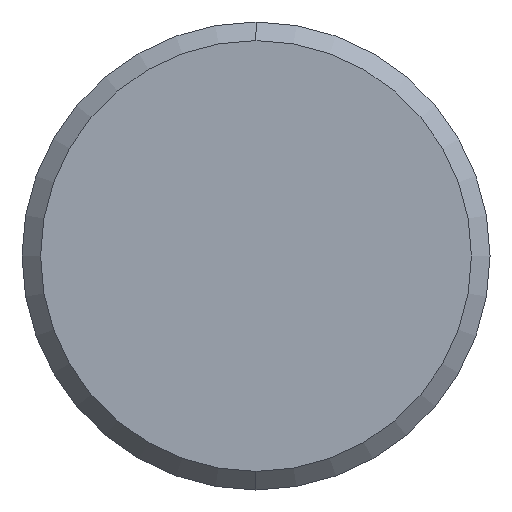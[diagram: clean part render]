
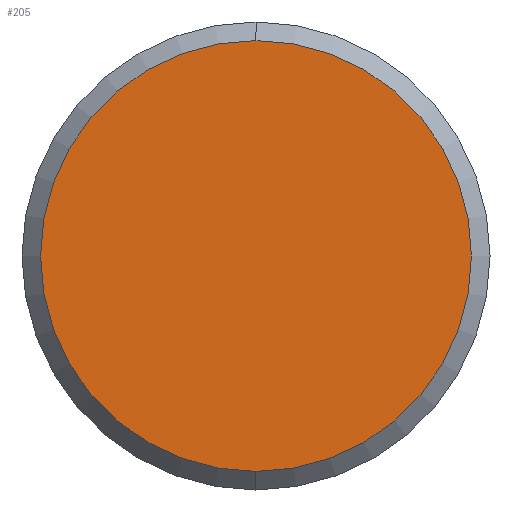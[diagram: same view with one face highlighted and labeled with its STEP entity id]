
A CAD part, left-side view. The second image highlights one B-rep face of the part: STEP entity #205.
In plain terms, the highlighted planar face has unit normal (-1, 0, 0).
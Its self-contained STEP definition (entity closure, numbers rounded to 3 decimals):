
#1 = DIRECTION ( 'NONE',  ( -1., 0., 0. ) ) ;
#2 = CARTESIAN_POINT ( 'NONE',  ( 0., 0., 0. ) ) ;
#3 = AXIS2_PLACEMENT_3D ( 'NONE', #2, #1, #64 ) ;
#8 = CIRCLE ( 'NONE', #3, 11.6 ) ;
#62 = CARTESIAN_POINT ( 'NONE',  ( 0., 0., -11.6 ) ) ;
#63 = CARTESIAN_POINT ( 'NONE',  ( 0., 0., 11.6 ) ) ;
#64 = DIRECTION ( 'NONE',  ( 0., 0., -1. ) ) ;
#95 = EDGE_CURVE ( 'NONE', #96, #97, #8, .T. ) ;
#96 = VERTEX_POINT ( 'NONE', #63 ) ;
#97 = VERTEX_POINT ( 'NONE', #62 ) ;
#205 = ADVANCED_FACE ( 'NONE', ( #310 ), #309, .F. ) ;
#206 = EDGE_LOOP ( 'NONE', ( #207, #209 ) ) ;
#207 = ORIENTED_EDGE ( 'NONE', *, *, #208, .T. ) ;
#208 = EDGE_CURVE ( 'NONE', #97, #96, #304, .T. ) ;
#209 = ORIENTED_EDGE ( 'NONE', *, *, #95, .T. ) ;
#300 = DIRECTION ( 'NONE',  ( 0., 0., -1. ) ) ;
#301 = DIRECTION ( 'NONE',  ( -1., 0., 0. ) ) ;
#302 = CARTESIAN_POINT ( 'NONE',  ( 0., 0., 0. ) ) ;
#303 = AXIS2_PLACEMENT_3D ( 'NONE', #302, #301, #300 ) ;
#304 = CIRCLE ( 'NONE', #303, 11.6 ) ;
#305 = DIRECTION ( 'NONE',  ( 0., 0., -1. ) ) ;
#306 = DIRECTION ( 'NONE',  ( 1., 0., 0. ) ) ;
#307 = CARTESIAN_POINT ( 'NONE',  ( 0., 0., 0. ) ) ;
#308 = AXIS2_PLACEMENT_3D ( 'NONE', #307, #306, #305 ) ;
#309 = PLANE ( 'NONE',  #308 ) ;
#310 = FACE_OUTER_BOUND ( 'NONE', #206, .T. ) ;
